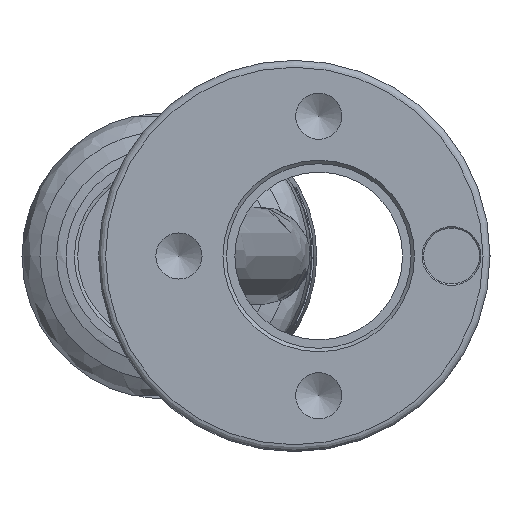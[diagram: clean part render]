
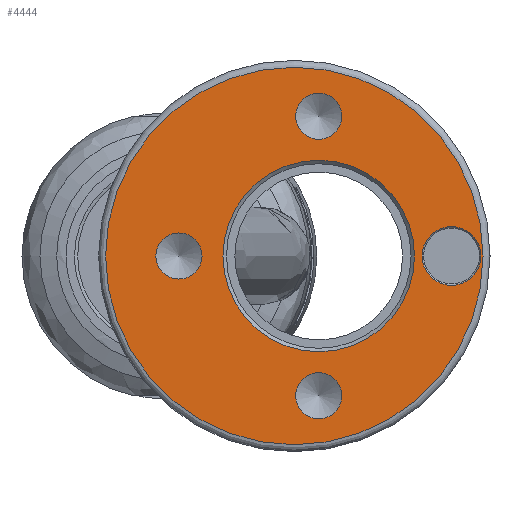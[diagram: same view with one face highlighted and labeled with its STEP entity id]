
A CAD part, left-side view. The second image highlights one B-rep face of the part: STEP entity #4444.
In plain terms, the highlighted planar face has unit normal (-1, 0, 0).
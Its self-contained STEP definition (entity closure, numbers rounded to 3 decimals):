
#10 = ORIENTED_EDGE ( 'NONE', *, *, #1554, .T. ) ;
#114 = DIRECTION ( 'NONE',  ( -1., 0., 0. ) ) ;
#287 = CARTESIAN_POINT ( 'NONE',  ( 0., -1.75, 11.65 ) ) ;
#309 = ORIENTED_EDGE ( 'NONE', *, *, #2313, .F. ) ;
#580 = DIRECTION ( 'NONE',  ( 0., 0., -1. ) ) ;
#744 = AXIS2_PLACEMENT_3D ( 'NONE', #1206, #2595, #2146 ) ;
#855 = FACE_BOUND ( 'NONE', #4011, .T. ) ;
#935 = CIRCLE ( 'NONE', #5558, 2.1 ) ;
#990 = VERTEX_POINT ( 'NONE', #1081 ) ;
#1081 = CARTESIAN_POINT ( 'NONE',  ( 0., -1.75, -6.85 ) ) ;
#1143 = VERTEX_POINT ( 'NONE', #2023 ) ;
#1172 = VERTEX_POINT ( 'NONE', #2988 ) ;
#1206 = CARTESIAN_POINT ( 'NONE',  ( 0., 0., 0. ) ) ;
#1415 = CIRCLE ( 'NONE', #2353, 1.65 ) ;
#1554 = EDGE_CURVE ( 'NONE', #2483, #2483, #2729, .T. ) ;
#1616 = CARTESIAN_POINT ( 'NONE',  ( 0., -11.25, 2.1 ) ) ;
#1648 = ORIENTED_EDGE ( 'NONE', *, *, #3851, .T. ) ;
#1688 = ORIENTED_EDGE ( 'NONE', *, *, #5306, .F. ) ;
#1726 = CARTESIAN_POINT ( 'NONE',  ( 0., 8.25, 0. ) ) ;
#1744 = FACE_BOUND ( 'NONE', #4540, .T. ) ;
#1771 = VERTEX_POINT ( 'NONE', #287 ) ;
#1848 = DIRECTION ( 'NONE',  ( 0., 0., 1. ) ) ;
#1858 = FACE_BOUND ( 'NONE', #2449, .T. ) ;
#1938 = DIRECTION ( 'NONE',  ( -1., 0., 0. ) ) ;
#2023 = CARTESIAN_POINT ( 'NONE',  ( 0., -1.75, -8.35 ) ) ;
#2146 = DIRECTION ( 'NONE',  ( 0., 0., -1. ) ) ;
#2174 = ORIENTED_EDGE ( 'NONE', *, *, #5817, .F. ) ;
#2300 = DIRECTION ( 'NONE',  ( 0., 0., -1. ) ) ;
#2313 = EDGE_CURVE ( 'NONE', #1771, #1771, #1415, .T. ) ;
#2353 = AXIS2_PLACEMENT_3D ( 'NONE', #4920, #1938, #1848 ) ;
#2405 = DIRECTION ( 'NONE',  ( 0., 0., 1. ) ) ;
#2413 = DIRECTION ( 'NONE',  ( 1., 0., 0. ) ) ;
#2449 = EDGE_LOOP ( 'NONE', ( #309 ) ) ;
#2483 = VERTEX_POINT ( 'NONE', #4756 ) ;
#2595 = DIRECTION ( 'NONE',  ( -1., 0., 0. ) ) ;
#2638 = DIRECTION ( 'NONE',  ( 0., 0., 1. ) ) ;
#2729 = CIRCLE ( 'NONE', #744, 13.5 ) ;
#2988 = CARTESIAN_POINT ( 'NONE',  ( 0., 8.25, 1.65 ) ) ;
#3013 = AXIS2_PLACEMENT_3D ( 'NONE', #3767, #2413, #580 ) ;
#3040 = DIRECTION ( 'NONE',  ( -1., 0., 0. ) ) ;
#3086 = CIRCLE ( 'NONE', #3279, 1.65 ) ;
#3175 = FACE_BOUND ( 'NONE', #4345, .T. ) ;
#3217 = DIRECTION ( 'NONE',  ( 0., 0., 1. ) ) ;
#3279 = AXIS2_PLACEMENT_3D ( 'NONE', #3280, #4615, #2405 ) ;
#3280 = CARTESIAN_POINT ( 'NONE',  ( 0., -1.75, -10. ) ) ;
#3307 = AXIS2_PLACEMENT_3D ( 'NONE', #4981, #5333, #2300 ) ;
#3618 = ORIENTED_EDGE ( 'NONE', *, *, #5631, .F. ) ;
#3767 = CARTESIAN_POINT ( 'NONE',  ( 0., -1.75, 0. ) ) ;
#3851 = EDGE_CURVE ( 'NONE', #990, #990, #4251, .T. ) ;
#4011 = EDGE_LOOP ( 'NONE', ( #2174 ) ) ;
#4072 = CARTESIAN_POINT ( 'NONE',  ( 0., -11.25, 0. ) ) ;
#4251 = CIRCLE ( 'NONE', #3013, 6.85 ) ;
#4345 = EDGE_LOOP ( 'NONE', ( #1648 ) ) ;
#4355 = VERTEX_POINT ( 'NONE', #1616 ) ;
#4444 = ADVANCED_FACE ( 'NONE', ( #3175, #855, #1744, #5395, #1858, #4956 ), #4544, .F. ) ;
#4540 = EDGE_LOOP ( 'NONE', ( #1688 ) ) ;
#4544 = PLANE ( 'NONE',  #3307 ) ;
#4615 = DIRECTION ( 'NONE',  ( -1., 0., 0. ) ) ;
#4756 = CARTESIAN_POINT ( 'NONE',  ( 0., 0., -13.5 ) ) ;
#4920 = CARTESIAN_POINT ( 'NONE',  ( 0., -1.75, 10. ) ) ;
#4956 = FACE_OUTER_BOUND ( 'NONE', #5239, .T. ) ;
#4978 = EDGE_LOOP ( 'NONE', ( #3618 ) ) ;
#4981 = CARTESIAN_POINT ( 'NONE',  ( 0., 0., 0. ) ) ;
#5239 = EDGE_LOOP ( 'NONE', ( #10 ) ) ;
#5259 = AXIS2_PLACEMENT_3D ( 'NONE', #1726, #3040, #2638 ) ;
#5306 = EDGE_CURVE ( 'NONE', #1143, #1143, #3086, .T. ) ;
#5333 = DIRECTION ( 'NONE',  ( 1., 0., 0. ) ) ;
#5395 = FACE_BOUND ( 'NONE', #4978, .T. ) ;
#5451 = CIRCLE ( 'NONE', #5259, 1.65 ) ;
#5558 = AXIS2_PLACEMENT_3D ( 'NONE', #4072, #114, #3217 ) ;
#5631 = EDGE_CURVE ( 'NONE', #1172, #1172, #5451, .T. ) ;
#5817 = EDGE_CURVE ( 'NONE', #4355, #4355, #935, .T. ) ;
